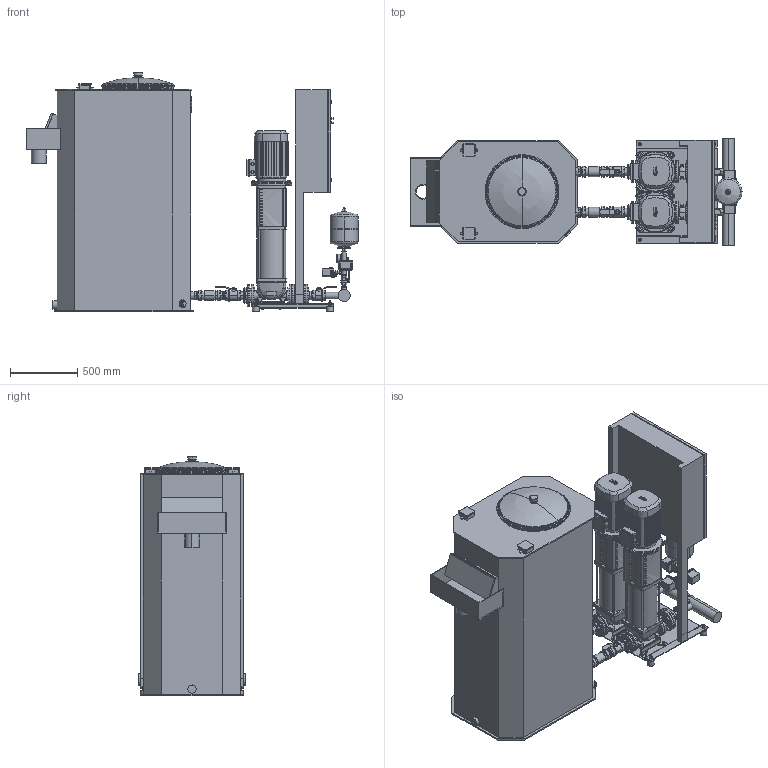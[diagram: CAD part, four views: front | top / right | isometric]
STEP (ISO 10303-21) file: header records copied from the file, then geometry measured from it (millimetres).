
FILE_DESCRIPTION((''),'2;1');
FILE_NAME('3d_FLACompact-2HELIXV2207DS16-2540142.stp','2016-01-25T12:58:25',(''),(''),'Mechanical Desktop 2009','Mechanical Desktop 2009',', , ');
FILE_SCHEMA(('CONFIG_CONTROL_DESIGN'));
Length unit declared in the file: millimetre
Products named in the file (1): Product
Bounding box: 2460 x 800 x 1775 mm (x, y, z)
Volume: 1384776549.2 mm3; surface area: 18914301.3 mm2
Topology: 145 solids, 145 shells, 5011 faces, 12526 edges, 8081 vertices
Faces by surface type: plane 1826, bspline 1785, cylinder 1005, cone 201, torus 188, sphere 6
Entity records: 168002 total; most frequent: CARTESIAN_POINT 50373, ORIENTED_EDGE 25036, DIRECTION 22789, EDGE_CURVE 12518, VERTEX_POINT 8081, VECTOR 7831, LINE 7831, AXIS2_PLACEMENT_3D 7479
